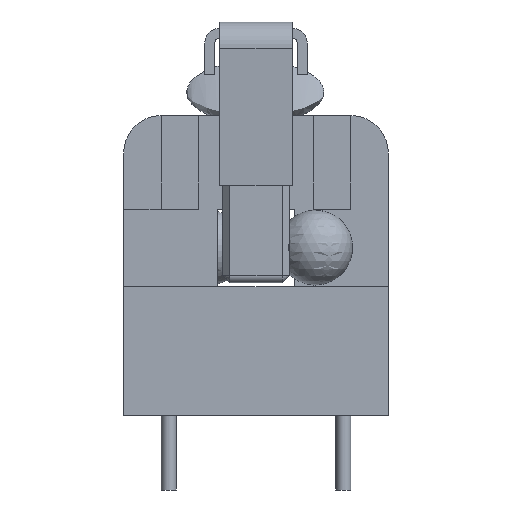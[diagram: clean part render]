
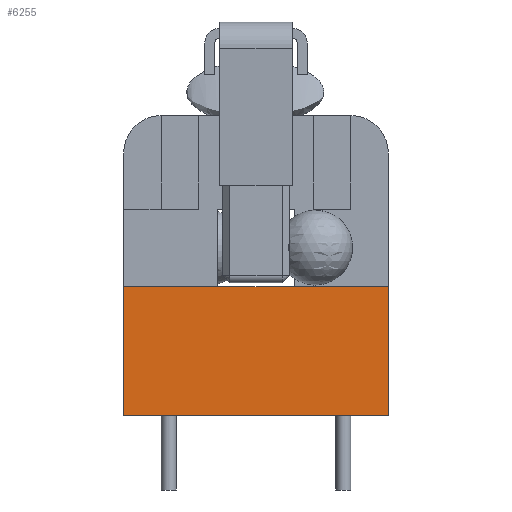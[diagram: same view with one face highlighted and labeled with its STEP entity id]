
A CAD part, front view. The second image highlights one B-rep face of the part: STEP entity #6255.
In plain terms, the highlighted planar face has unit normal (0, -1, 0).
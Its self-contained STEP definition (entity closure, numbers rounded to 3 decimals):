
#693=ORIENTED_EDGE('',*,*,#1866,.F.);
#694=ORIENTED_EDGE('',*,*,#1846,.F.);
#695=ORIENTED_EDGE('',*,*,#1840,.T.);
#696=ORIENTED_EDGE('',*,*,#1724,.T.);
#1724=EDGE_CURVE('',#2385,#2396,#2838,.T.);
#1840=EDGE_CURVE('',#2500,#2385,#2914,.T.);
#1846=EDGE_CURVE('',#2500,#2501,#2920,.T.);
#1866=EDGE_CURVE('',#2501,#2396,#2940,.T.);
#2385=VERTEX_POINT('',#8144);
#2396=VERTEX_POINT('',#8167);
#2500=VERTEX_POINT('',#8407);
#2501=VERTEX_POINT('',#8411);
#2838=LINE('',#8168,#3292);
#2914=LINE('',#8406,#3368);
#2920=LINE('',#8417,#3374);
#2940=LINE('',#8454,#3394);
#3292=VECTOR('',#6920,1000.);
#3368=VECTOR('',#7114,1000.);
#3374=VECTOR('',#7122,1000.);
#3394=VECTOR('',#7152,1000.);
#3776=EDGE_LOOP('',(#693,#694,#695,#696));
#4068=FACE_BOUND('',#3776,.T.);
#4350=PLANE('',#6607);
#6255=ADVANCED_FACE('',(#4068),#4350,.T.);
#6607=AXIS2_PLACEMENT_3D('',#8586,#7284,#7285);
#6920=DIRECTION('',(-1.,0.,0.));
#7114=DIRECTION('',(0.,0.,1.));
#7122=DIRECTION('',(-1.,0.,0.));
#7152=DIRECTION('',(0.,0.,1.));
#7284=DIRECTION('',(0.,-1.,0.));
#7285=DIRECTION('',(0.,0.,-1.));
#8144=CARTESIAN_POINT('',(5.3,-6.2,-1.55));
#8167=CARTESIAN_POINT('',(-5.3,-6.2,-1.55));
#8168=CARTESIAN_POINT('',(5.3,-6.2,-1.55));
#8406=CARTESIAN_POINT('',(5.3,-6.2,-6.7));
#8407=CARTESIAN_POINT('',(5.3,-6.2,-6.7));
#8411=CARTESIAN_POINT('',(-5.3,-6.2,-6.7));
#8417=CARTESIAN_POINT('',(5.3,-6.2,-6.7));
#8454=CARTESIAN_POINT('',(-5.3,-6.2,-6.7));
#8586=CARTESIAN_POINT('',(5.3,-6.2,-6.7));
